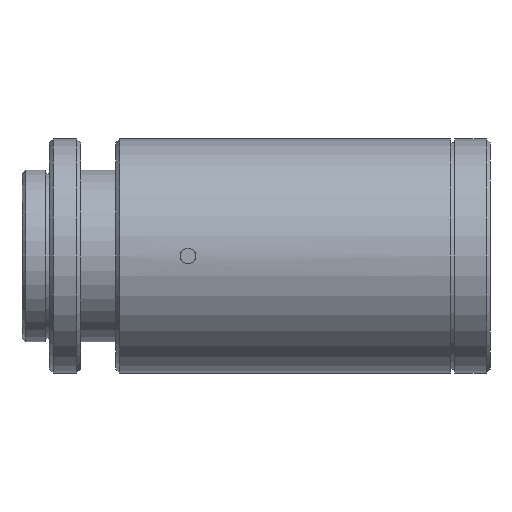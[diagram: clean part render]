
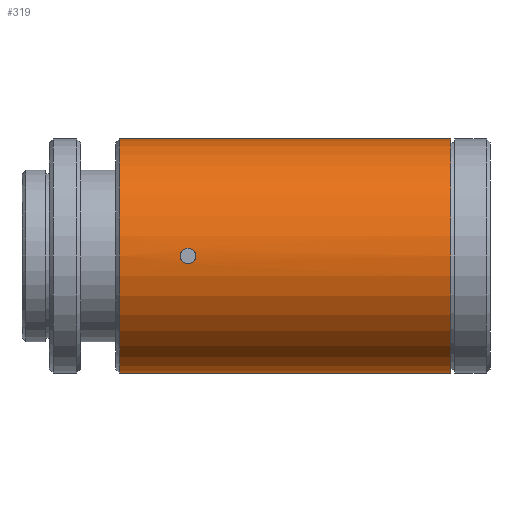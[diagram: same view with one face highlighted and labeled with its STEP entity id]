
A CAD part, front view. The second image highlights one B-rep face of the part: STEP entity #319.
In plain terms, the highlighted cylindrical face has radius 15 mm (diameter 30 mm), a partial arc.
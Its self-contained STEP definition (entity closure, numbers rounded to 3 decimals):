
#16 = EDGE_CURVE ( 'NONE', #285, #1039, #1161, .T. ) ;
#35 = AXIS2_PLACEMENT_3D ( 'NONE', #1021, #264, #734 ) ;
#52 = ORIENTED_EDGE ( 'NONE', *, *, #492, .F. ) ;
#60 = EDGE_CURVE ( 'NONE', #80, #169, #1177, .T. ) ;
#61 = CARTESIAN_POINT ( 'NONE',  ( 13.262, -14.998, -0.263 ) ) ;
#80 = VERTEX_POINT ( 'NONE', #469 ) ;
#83 = AXIS2_PLACEMENT_3D ( 'NONE', #1163, #1044, #1064 ) ;
#94 = CARTESIAN_POINT ( 'NONE',  ( 11.673, -14.979, 0.799 ) ) ;
#95 = CIRCLE ( 'NONE', #35, 15. ) ;
#120 = EDGE_CURVE ( 'NONE', #1039, #285, #1080, .T. ) ;
#136 = AXIS2_PLACEMENT_3D ( 'NONE', #182, #1214, #434 ) ;
#137 = CARTESIAN_POINT ( 'NONE',  ( 3.524, 0., -15. ) ) ;
#153 = ORIENTED_EDGE ( 'NONE', *, *, #120, .F. ) ;
#158 = EDGE_LOOP ( 'NONE', ( #52, #517, #631, #471 ) ) ;
#169 = VERTEX_POINT ( 'NONE', #137 ) ;
#182 = CARTESIAN_POINT ( 'NONE',  ( -10.432, 0., 0. ) ) ;
#264 = DIRECTION ( 'NONE',  ( -1., 0., 0. ) ) ;
#277 = CARTESIAN_POINT ( 'NONE',  ( 13.162, -14.992, 0.503 ) ) ;
#283 = CARTESIAN_POINT ( 'NONE',  ( 11.784, -14.975, 0.874 ) ) ;
#285 = VERTEX_POINT ( 'NONE', #443 ) ;
#286 = CARTESIAN_POINT ( 'NONE',  ( -10.432, 0., 15. ) ) ;
#301 = CARTESIAN_POINT ( 'NONE',  ( 13.263, -14.998, 0.261 ) ) ;
#319 = ADVANCED_FACE ( 'NONE', ( #1219, #625 ), #917, .T. ) ;
#329 = CARTESIAN_POINT ( 'NONE',  ( 11.675, -14.979, -0.8 ) ) ;
#388 = CARTESIAN_POINT ( 'NONE',  ( 13.289, -15., 0.131 ) ) ;
#399 = LINE ( 'NONE', #286, #1238 ) ;
#409 = DIRECTION ( 'NONE',  ( -1., 0., 0. ) ) ;
#412 = CARTESIAN_POINT ( 'NONE',  ( 12.288, -14.967, -1. ) ) ;
#421 = CARTESIAN_POINT ( 'NONE',  ( 11.288, -15., -0.13 ) ) ;
#434 = DIRECTION ( 'NONE',  ( 0., 0., 1. ) ) ;
#443 = CARTESIAN_POINT ( 'NONE',  ( 12.288, -14.967, -1. ) ) ;
#469 = CARTESIAN_POINT ( 'NONE',  ( 3.524, 0., 15. ) ) ;
#471 = ORIENTED_EDGE ( 'NONE', *, *, #60, .T. ) ;
#477 = CARTESIAN_POINT ( 'NONE',  ( 11.414, -14.992, 0.503 ) ) ;
#487 = CARTESIAN_POINT ( 'NONE',  ( 12.553, -14.967, 1. ) ) ;
#492 = EDGE_CURVE ( 'NONE', #1165, #169, #1168, .T. ) ;
#494 = ORIENTED_EDGE ( 'NONE', *, *, #16, .F. ) ;
#517 = ORIENTED_EDGE ( 'NONE', *, *, #1187, .T. ) ;
#575 = CARTESIAN_POINT ( 'NONE',  ( 12.027, -14.968, 0.974 ) ) ;
#580 = CARTESIAN_POINT ( 'NONE',  ( 12.288, -14.967, 1. ) ) ;
#587 = CARTESIAN_POINT ( 'NONE',  ( 11.489, -14.988, 0.615 ) ) ;
#593 = CARTESIAN_POINT ( 'NONE',  ( 11.314, -14.998, -0.261 ) ) ;
#601 = CARTESIAN_POINT ( 'NONE',  ( 11.288, -15., 0.131 ) ) ;
#618 = CARTESIAN_POINT ( 'NONE',  ( 12.158, -14.967, -1. ) ) ;
#625 = FACE_BOUND ( 'NONE', #767, .T. ) ;
#627 = CARTESIAN_POINT ( 'NONE',  ( 12.791, -14.975, -0.874 ) ) ;
#631 = ORIENTED_EDGE ( 'NONE', *, *, #858, .T. ) ;
#661 = CARTESIAN_POINT ( 'NONE',  ( 45.954, 0., -15. ) ) ;
#717 = CARTESIAN_POINT ( 'NONE',  ( 12.288, -14.967, -1. ) ) ;
#725 = CARTESIAN_POINT ( 'NONE',  ( 13.087, -14.988, -0.615 ) ) ;
#734 = DIRECTION ( 'NONE',  ( 0., 0., 1. ) ) ;
#759 = CARTESIAN_POINT ( 'NONE',  ( 12.288, -14.967, 1. ) ) ;
#767 = EDGE_LOOP ( 'NONE', ( #153, #494 ) ) ;
#812 = CARTESIAN_POINT ( 'NONE',  ( 45.954, 0., 15. ) ) ;
#853 = CARTESIAN_POINT ( 'NONE',  ( 13.088, -14.988, 0.614 ) ) ;
#858 = EDGE_CURVE ( 'NONE', #1138, #80, #399, .T. ) ;
#861 = CARTESIAN_POINT ( 'NONE',  ( 13.288, -15., -0.133 ) ) ;
#873 = CARTESIAN_POINT ( 'NONE',  ( 12.812, -14.975, 0.891 ) ) ;
#917 = CYLINDRICAL_SURFACE ( 'NONE', #136, 15. ) ;
#966 = CARTESIAN_POINT ( 'NONE',  ( 11.315, -14.998, 0.262 ) ) ;
#982 = DIRECTION ( 'NONE',  ( -1., 0., 0. ) ) ;
#991 = CARTESIAN_POINT ( 'NONE',  ( 11.785, -14.975, -0.874 ) ) ;
#1014 = CARTESIAN_POINT ( 'NONE',  ( 12.903, -14.979, -0.8 ) ) ;
#1021 = CARTESIAN_POINT ( 'NONE',  ( 45.954, 0., 0. ) ) ;
#1039 = VERTEX_POINT ( 'NONE', #1193 ) ;
#1044 = DIRECTION ( 'NONE',  ( 1., 0., 0. ) ) ;
#1064 = DIRECTION ( 'NONE',  ( 0., 0., 1. ) ) ;
#1080 = B_SPLINE_CURVE_WITH_KNOTS ( 'NONE', 3,
 ( #759, #1152, #575, #283, #94, #587, #477, #966, #601, #421, #593, #1204, #1089, #329, #991, #1185, #618, #412 ),
 .UNSPECIFIED., .F., .F.,
 ( 4, 2, 2, 2, 2, 2, 2, 2, 4 ),
 ( 0., 0., 0.001, 0.001, 0.002, 0.002, 0.002, 0.003, 0.003 ),
 .UNSPECIFIED. ) ;
#1089 = CARTESIAN_POINT ( 'NONE',  ( 11.488, -14.988, -0.614 ) ) ;
#1107 = CARTESIAN_POINT ( 'NONE',  ( 12.551, -14.968, -0.974 ) ) ;
#1115 = CARTESIAN_POINT ( 'NONE',  ( 13.162, -14.992, -0.505 ) ) ;
#1118 = VECTOR ( 'NONE', #409, 1000. ) ;
#1138 = VERTEX_POINT ( 'NONE', #812 ) ;
#1152 = CARTESIAN_POINT ( 'NONE',  ( 12.156, -14.967, 1. ) ) ;
#1161 = B_SPLINE_CURVE_WITH_KNOTS ( 'NONE', 3,
 ( #717, #1215, #1107, #627, #1014, #725, #1115, #61, #861, #388, #301, #277, #853, #873, #487, #580 ),
 .UNSPECIFIED., .F., .F.,
 ( 4, 2, 2, 2, 2, 2, 2, 4 ),
 ( 0.003, 0.004, 0.004, 0.004, 0.005, 0.005, 0.005, 0.006 ),
 .UNSPECIFIED. ) ;
#1163 = CARTESIAN_POINT ( 'NONE',  ( 3.524, 0., 0. ) ) ;
#1165 = VERTEX_POINT ( 'NONE', #661 ) ;
#1168 = LINE ( 'NONE', #1182, #1118 ) ;
#1177 = CIRCLE ( 'NONE', #83, 15. ) ;
#1182 = CARTESIAN_POINT ( 'NONE',  ( -10.432, 0., -15. ) ) ;
#1185 = CARTESIAN_POINT ( 'NONE',  ( 12.027, -14.968, -0.974 ) ) ;
#1187 = EDGE_CURVE ( 'NONE', #1165, #1138, #95, .T. ) ;
#1193 = CARTESIAN_POINT ( 'NONE',  ( 12.288, -14.967, 1. ) ) ;
#1204 = CARTESIAN_POINT ( 'NONE',  ( 11.415, -14.992, -0.503 ) ) ;
#1214 = DIRECTION ( 'NONE',  ( -1., 0., 0. ) ) ;
#1215 = CARTESIAN_POINT ( 'NONE',  ( 12.419, -14.967, -1. ) ) ;
#1219 = FACE_OUTER_BOUND ( 'NONE', #158, .T. ) ;
#1238 = VECTOR ( 'NONE', #982, 1000. ) ;
